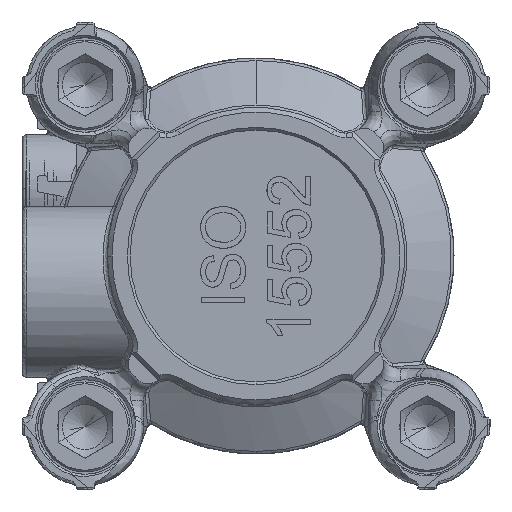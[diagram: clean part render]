
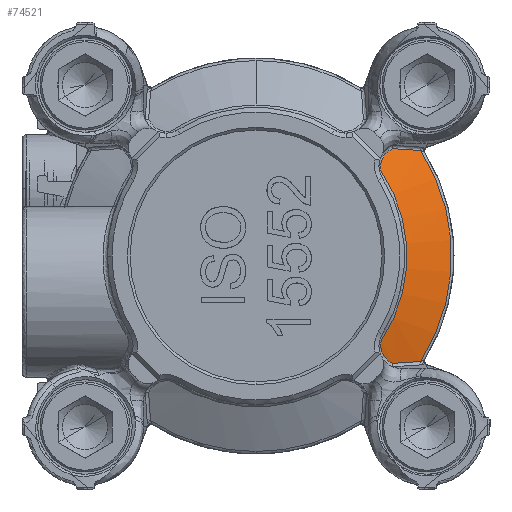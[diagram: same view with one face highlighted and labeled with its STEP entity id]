
A CAD part, front view. The second image highlights one B-rep face of the part: STEP entity #74521.
In plain terms, the highlighted conical face has half-angle 63.5 degrees and reference radius 21.723 mm.
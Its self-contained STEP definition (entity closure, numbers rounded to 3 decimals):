
#1058 = CARTESIAN_POINT ( 'NONE',  ( 15.152, 23.494, 11.925 ) ) ;
#3416 = CARTESIAN_POINT ( 'NONE',  ( 15.152, 23.494, 11.925 ) ) ;
#4158 = CARTESIAN_POINT ( 'NONE',  ( 14.577, 23.154, 11.552 ) ) ;
#4645 = CARTESIAN_POINT ( 'NONE',  ( 14.244, 22.907, 11.176 ) ) ;
#4957 = CARTESIAN_POINT ( 'NONE',  ( 18.289, 24.711, -11.721 ) ) ;
#6680 = VERTEX_POINT ( 'NONE', #27916 ) ;
#7764 = CARTESIAN_POINT ( 'NONE',  ( 13.86, 22.443, -10.14 ) ) ;
#7924 = B_SPLINE_CURVE_WITH_KNOTS ( 'NONE', 3,
 ( #45238, #78707, #32460, #3416 ),
 .UNSPECIFIED., .F., .F.,
 ( 4, 4 ),
 ( 0., 1. ),
 .UNSPECIFIED. ) ;
#8764 = CARTESIAN_POINT ( 'NONE',  ( 14.487, 23.092, -11.467 ) ) ;
#9103 = CARTESIAN_POINT ( 'NONE',  ( 0., 24.711, 0. ) ) ;
#9268 = CIRCLE ( 'NONE', #57919, 21.723 ) ;
#11779 = CARTESIAN_POINT ( 'NONE',  ( 13.871, 22.475, 10.236 ) ) ;
#15393 = CARTESIAN_POINT ( 'NONE',  ( 14.059, 22.736, -10.855 ) ) ;
#16391 = CARTESIAN_POINT ( 'NONE',  ( 14.711, 23.246, -11.68 ) ) ;
#21454 = DIRECTION ( 'NONE',  ( 0., 1., 0. ) ) ;
#21971 = CARTESIAN_POINT ( 'NONE',  ( 13.882, 22.267, -9.503 ) ) ;
#22969 = CARTESIAN_POINT ( 'NONE',  ( 14.319, 22.969, -11.279 ) ) ;
#24806 = DIRECTION ( 'NONE',  ( -1., 0., 0. ) ) ;
#25891 = EDGE_LOOP ( 'NONE', ( #90450, #36862, #40213, #72705, #51904, #40793 ) ) ;
#26231 = CARTESIAN_POINT ( 'NONE',  ( 17.193, 24.271, -11.796 ) ) ;
#26478 = CARTESIAN_POINT ( 'NONE',  ( 14.769, 23.277, 11.707 ) ) ;
#27478 = CARTESIAN_POINT ( 'NONE',  ( 13.978, 22.648, 10.672 ) ) ;
#27916 = CARTESIAN_POINT ( 'NONE',  ( 13.915, 22.245, 9.372 ) ) ;
#28457 = CARTESIAN_POINT ( 'NONE',  ( 13.83, 22.359, 9.899 ) ) ;
#29582 = CARTESIAN_POINT ( 'NONE',  ( 13.857, 22.431, -10.106 ) ) ;
#30598 = CARTESIAN_POINT ( 'NONE',  ( 13.848, 22.348, -9.835 ) ) ;
#31100 = CARTESIAN_POINT ( 'NONE',  ( 14.379, 23.014, -11.352 ) ) ;
#31601 = CARTESIAN_POINT ( 'NONE',  ( 14.073, 22.751, -10.884 ) ) ;
#32039 = VERTEX_POINT ( 'NONE', #32843 ) ;
#32256 = AXIS2_PLACEMENT_3D ( 'NONE', #74826, #21454, #37689 ) ;
#32460 = CARTESIAN_POINT ( 'NONE',  ( 16.148, 23.865, 11.864 ) ) ;
#32843 = CARTESIAN_POINT ( 'NONE',  ( 15.152, 23.494, -11.925 ) ) ;
#33860 = B_SPLINE_CURVE_WITH_KNOTS ( 'NONE', 3,
 ( #39250, #21971, #53508, #30598, #70230, #60613, #29582, #7764, #54508, #69733, #93596, #55014, #46380, #93093, #15393, #31601, #76836, #99205, #47389, #22969, #31100, #91596, #8764, #85970, #16391, #53001, #83967 ),
 .UNSPECIFIED., .F., .F.,
 ( 4, 2, 1, 1, 2, 2, 2, 1, 1, 2, 2, 2, 1, 2, 2, 4 ),
 ( 0., 0.125, 0.187, 0.219, 0.234, 0.25, 0.375, 0.437, 0.469, 0.484, 0.5, 0.625, 0.687, 0.719, 0.75, 1. ),
 .UNSPECIFIED. ) ;
#33877 = CARTESIAN_POINT ( 'NONE',  ( 16.148, 23.865, -11.864 ) ) ;
#34132 = CARTESIAN_POINT ( 'NONE',  ( 14.145, 22.82, 11.019 ) ) ;
#35343 = DIRECTION ( 'NONE',  ( 0., 1., 0. ) ) ;
#35609 = CARTESIAN_POINT ( 'NONE',  ( 13.848, 22.29, 9.634 ) ) ;
#36235 = B_SPLINE_CURVE_WITH_KNOTS ( 'NONE', 3,
 ( #96851, #33877, #26231, #57253 ),
 .UNSPECIFIED., .F., .F.,
 ( 4, 4 ),
 ( 0., 1. ),
 .UNSPECIFIED. ) ;
#36862 = ORIENTED_EDGE ( 'NONE', *, *, #74833, .F. ) ;
#37689 = DIRECTION ( 'NONE',  ( 0., 0., 1. ) ) ;
#39221 = EDGE_CURVE ( 'NONE', #42557, #47928, #7924, .T. ) ;
#39250 = CARTESIAN_POINT ( 'NONE',  ( 13.915, 22.245, -9.372 ) ) ;
#40213 = ORIENTED_EDGE ( 'NONE', *, *, #39221, .T. ) ;
#40793 = ORIENTED_EDGE ( 'NONE', *, *, #58640, .T. ) ;
#41611 = CARTESIAN_POINT ( 'NONE',  ( 13.915, 22.245, -9.372 ) ) ;
#41751 = CARTESIAN_POINT ( 'NONE',  ( 14.555, 23.139, 11.532 ) ) ;
#42260 = CARTESIAN_POINT ( 'NONE',  ( 15.152, 23.494, 11.925 ) ) ;
#42557 = VERTEX_POINT ( 'NONE', #76807 ) ;
#42752 = CARTESIAN_POINT ( 'NONE',  ( 13.867, 22.465, 10.207 ) ) ;
#43209 = VERTEX_POINT ( 'NONE', #41611 ) ;
#43890 = EDGE_CURVE ( 'NONE', #47928, #6680, #73857, .T. ) ;
#45238 = CARTESIAN_POINT ( 'NONE',  ( 18.289, 24.711, 11.721 ) ) ;
#46380 = CARTESIAN_POINT ( 'NONE',  ( 13.994, 22.665, -10.705 ) ) ;
#47389 = CARTESIAN_POINT ( 'NONE',  ( 14.208, 22.879, -11.13 ) ) ;
#47928 = VERTEX_POINT ( 'NONE', #1058 ) ;
#49888 = CARTESIAN_POINT ( 'NONE',  ( 14.355, 22.997, 11.326 ) ) ;
#50392 = CARTESIAN_POINT ( 'NONE',  ( 14.114, 22.791, 10.965 ) ) ;
#51904 = ORIENTED_EDGE ( 'NONE', *, *, #54736, .T. ) ;
#52159 = VERTEX_POINT ( 'NONE', #4957 ) ;
#53001 = CARTESIAN_POINT ( 'NONE',  ( 14.916, 23.369, -11.82 ) ) ;
#53508 = CARTESIAN_POINT ( 'NONE',  ( 13.86, 22.296, -9.635 ) ) ;
#54508 = CARTESIAN_POINT ( 'NONE',  ( 13.862, 22.449, -10.158 ) ) ;
#54736 = EDGE_CURVE ( 'NONE', #6680, #43209, #79344, .T. ) ;
#55014 = CARTESIAN_POINT ( 'NONE',  ( 13.962, 22.624, -10.614 ) ) ;
#57253 = CARTESIAN_POINT ( 'NONE',  ( 18.289, 24.711, -11.721 ) ) ;
#57486 = CARTESIAN_POINT ( 'NONE',  ( 13.899, 22.534, 10.394 ) ) ;
#57919 = AXIS2_PLACEMENT_3D ( 'NONE', #73476, #35343, #65842 ) ;
#57989 = CARTESIAN_POINT ( 'NONE',  ( 14.026, 22.704, 10.792 ) ) ;
#58488 = CARTESIAN_POINT ( 'NONE',  ( 14.695, 23.23, 11.652 ) ) ;
#58640 = EDGE_CURVE ( 'NONE', #43209, #32039, #33860, .T. ) ;
#59478 = CARTESIAN_POINT ( 'NONE',  ( 14.924, 23.369, 11.811 ) ) ;
#60613 = CARTESIAN_POINT ( 'NONE',  ( 13.852, 22.414, -10.054 ) ) ;
#65842 = DIRECTION ( 'NONE',  ( 0., 0., -1. ) ) ;
#69733 = CARTESIAN_POINT ( 'NONE',  ( 13.88, 22.498, -10.303 ) ) ;
#70230 = CARTESIAN_POINT ( 'NONE',  ( 13.846, 22.377, -9.936 ) ) ;
#70561 = FACE_OUTER_BOUND ( 'NONE', #25891, .T. ) ;
#72705 = ORIENTED_EDGE ( 'NONE', *, *, #43890, .T. ) ;
#72738 = CARTESIAN_POINT ( 'NONE',  ( 14.439, 23.059, 11.421 ) ) ;
#73249 = CARTESIAN_POINT ( 'NONE',  ( 13.882, 22.498, 10.3 ) ) ;
#73476 = CARTESIAN_POINT ( 'NONE',  ( 0., 24.711, 0. ) ) ;
#73857 = B_SPLINE_CURVE_WITH_KNOTS ( 'NONE', 3,
 ( #42260, #97090, #59478, #26478, #58488, #96595, #4158, #41751, #72738, #49888, #4645, #88474, #34132, #50392, #82349, #57989, #27478, #81351, #57486, #73249, #11779, #42752, #28457, #35609, #80855 ),
 .UNSPECIFIED., .F., .F.,
 ( 4, 2, 1, 2, 2, 2, 1, 2, 2, 2, 1, 2, 2, 4 ),
 ( 0., 0.125, 0.188, 0.219, 0.25, 0.375, 0.438, 0.469, 0.5, 0.625, 0.688, 0.719, 0.75, 1. ),
 .UNSPECIFIED. ) ;
#74521 = ADVANCED_FACE ( 'NONE', ( #70561 ), #83853, .T. ) ;
#74826 = CARTESIAN_POINT ( 'NONE',  ( 0., 22.245, 0. ) ) ;
#74833 = EDGE_CURVE ( 'NONE', #42557, #52159, #9268, .T. ) ;
#76807 = CARTESIAN_POINT ( 'NONE',  ( 18.289, 24.711, 11.721 ) ) ;
#76836 = CARTESIAN_POINT ( 'NONE',  ( 14.081, 22.758, -10.9 ) ) ;
#78707 = CARTESIAN_POINT ( 'NONE',  ( 17.193, 24.271, 11.796 ) ) ;
#79175 = DIRECTION ( 'NONE',  ( 0., 1., 0. ) ) ;
#79344 = CIRCLE ( 'NONE', #32256, 16.777 ) ;
#80855 = CARTESIAN_POINT ( 'NONE',  ( 13.915, 22.245, 9.372 ) ) ;
#81351 = CARTESIAN_POINT ( 'NONE',  ( 13.923, 22.571, 10.487 ) ) ;
#82349 = CARTESIAN_POINT ( 'NONE',  ( 14.101, 22.778, 10.939 ) ) ;
#83607 = EDGE_CURVE ( 'NONE', #32039, #52159, #36235, .T. ) ;
#83853 = CONICAL_SURFACE ( 'NONE', #88746, 21.723, 1.108 ) ;
#83967 = CARTESIAN_POINT ( 'NONE',  ( 15.152, 23.494, -11.925 ) ) ;
#85970 = CARTESIAN_POINT ( 'NONE',  ( 14.511, 23.109, -11.491 ) ) ;
#88474 = CARTESIAN_POINT ( 'NONE',  ( 14.192, 22.863, 11.099 ) ) ;
#88746 = AXIS2_PLACEMENT_3D ( 'NONE', #9103, #79175, #24806 ) ;
#90450 = ORIENTED_EDGE ( 'NONE', *, *, #83607, .T. ) ;
#91596 = CARTESIAN_POINT ( 'NONE',  ( 14.443, 23.061, -11.422 ) ) ;
#93093 = CARTESIAN_POINT ( 'NONE',  ( 14.038, 22.714, -10.81 ) ) ;
#93596 = CARTESIAN_POINT ( 'NONE',  ( 13.906, 22.546, -10.429 ) ) ;
#96595 = CARTESIAN_POINT ( 'NONE',  ( 14.624, 23.184, 11.592 ) ) ;
#96851 = CARTESIAN_POINT ( 'NONE',  ( 15.152, 23.494, -11.925 ) ) ;
#97090 = CARTESIAN_POINT ( 'NONE',  ( 15.034, 23.432, 11.873 ) ) ;
#99205 = CARTESIAN_POINT ( 'NONE',  ( 14.144, 22.821, -11.024 ) ) ;
